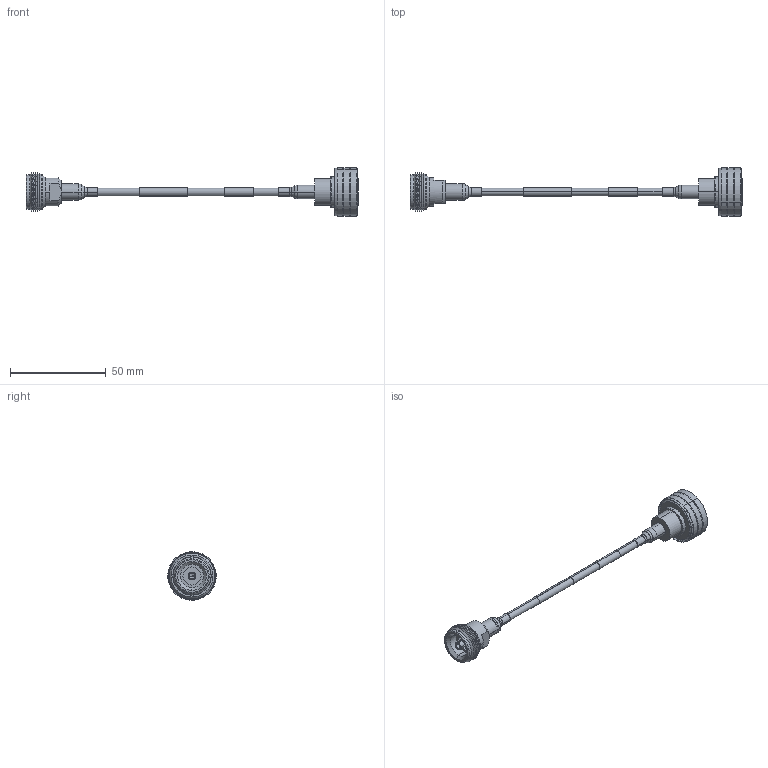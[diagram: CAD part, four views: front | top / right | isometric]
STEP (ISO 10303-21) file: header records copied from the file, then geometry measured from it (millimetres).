
FILE_DESCRIPTION (( 'STEP AP214' ), '1' );
FILE_NAME ('FMCA2462_3D.step', '2024-07-18T18:15:59', ( '' ), ( '' ), 'SwSTEP 2.0', 'SolidWorks 2022', '' );
FILE_SCHEMA (( 'AUTOMOTIVE_DESIGN' ));
Length unit declared in the file: inch
Products named in the file (6): Copy of TFT-402-LF^FMCA2462_LABEL PE+FM; Copy of TC-402-4195F-LP-PE^FMCA2462; FMCA2462_3D; Copy of TFT-402-MA1^FMCA2462; Copy of TC-402-4310MS-LP-PE^FMCA2462; Copy of TFT-402-MA1^FMCA2462_1.5
Assembly tree (5 placements, depth 2):
  FMCA2462_3D
    Copy of TFT-402-LF^FMCA2462_LABEL PE+FM
    Copy of TFT-402-MA1^FMCA2462_1.5
    Copy of TFT-402-MA1^FMCA2462
    Copy of TC-402-4195F-LP-PE^FMCA2462
    Copy of TC-402-4310MS-LP-PE^FMCA2462
Bounding box: 173.22 x 25.21 x 25.21 mm (x, y, z)
Volume: 11330.9 mm3; surface area: 12061.1 mm2
Topology: 8 solids, 8 shells, 323 faces, 688 edges, 415 vertices
Faces by surface type: cylinder 120, plane 75, cone 66, torus 52, bspline 10
Entity records: 9781 total; most frequent: CARTESIAN_POINT 2165, DIRECTION 1705, ORIENTED_EDGE 1372, AXIS2_PLACEMENT_3D 738, EDGE_CURVE 686, CIRCLE 417, VERTEX_POINT 415, EDGE_LOOP 369
